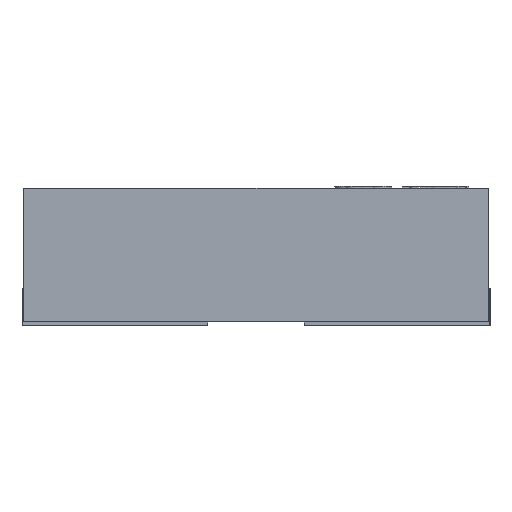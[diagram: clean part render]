
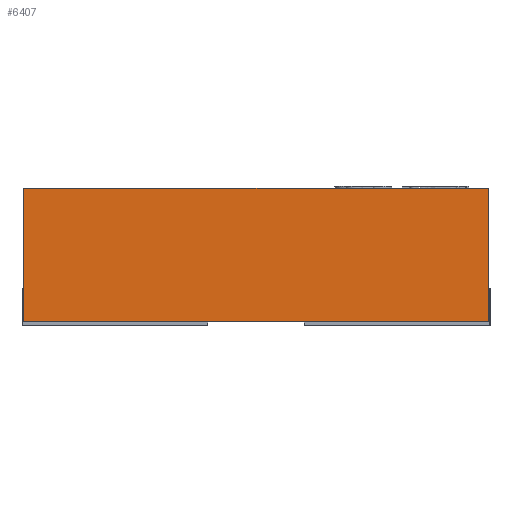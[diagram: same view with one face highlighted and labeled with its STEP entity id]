
A CAD part, front view. The second image highlights one B-rep face of the part: STEP entity #6407.
In plain terms, the highlighted planar face has unit normal (0, -1, 0).
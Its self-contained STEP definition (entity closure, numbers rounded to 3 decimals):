
#558 = PLANE ( 'NONE',  #611 ) ;
#611 = AXIS2_PLACEMENT_3D ( 'NONE', #7383, #4935, #13798 ) ;
#1061 = CARTESIAN_POINT ( 'NONE',  ( -1.25, -1.25, 0. ) ) ;
#1525 = CARTESIAN_POINT ( 'NONE',  ( -1.25, -1.25, 0.72 ) ) ;
#2036 = VERTEX_POINT ( 'NONE', #1525 ) ;
#2501 = EDGE_CURVE ( 'NONE', #11546, #9189, #10983, .T. ) ;
#2983 = ORIENTED_EDGE ( 'NONE', *, *, #7298, .F. ) ;
#3064 = DIRECTION ( 'NONE',  ( 0., 0., -1. ) ) ;
#3229 = DIRECTION ( 'NONE',  ( 0., 0., -1. ) ) ;
#3237 = VECTOR ( 'NONE', #3229, 1000. ) ;
#3311 = CARTESIAN_POINT ( 'NONE',  ( -1.25, -1.25, 0. ) ) ;
#3357 = DIRECTION ( 'NONE',  ( 1., 0., 0. ) ) ;
#4345 = EDGE_CURVE ( 'NONE', #2036, #14149, #7711, .T. ) ;
#4536 = VECTOR ( 'NONE', #3357, 1000. ) ;
#4775 = ORIENTED_EDGE ( 'NONE', *, *, #9389, .T. ) ;
#4935 = DIRECTION ( 'NONE',  ( 0., 1., 0. ) ) ;
#5052 = CARTESIAN_POINT ( 'NONE',  ( 1.25, -1.25, 0.72 ) ) ;
#5685 = VECTOR ( 'NONE', #3064, 1000. ) ;
#6407 = ADVANCED_FACE ( 'NONE', ( #13665 ), #558, .F. ) ;
#7298 = EDGE_CURVE ( 'NONE', #14149, #9189, #8579, .T. ) ;
#7383 = CARTESIAN_POINT ( 'NONE',  ( -1.25, -1.25, 0.72 ) ) ;
#7711 = LINE ( 'NONE', #12155, #4536 ) ;
#8579 = LINE ( 'NONE', #13010, #5685 ) ;
#9189 = VERTEX_POINT ( 'NONE', #9653 ) ;
#9389 = EDGE_CURVE ( 'NONE', #2036, #11546, #14268, .T. ) ;
#9642 = EDGE_LOOP ( 'NONE', ( #13436, #2983, #13067, #4775 ) ) ;
#9653 = CARTESIAN_POINT ( 'NONE',  ( 1.25, -1.25, 0. ) ) ;
#10501 = DIRECTION ( 'NONE',  ( 1., 0., 0. ) ) ;
#10983 = LINE ( 'NONE', #1061, #11658 ) ;
#11546 = VERTEX_POINT ( 'NONE', #3311 ) ;
#11658 = VECTOR ( 'NONE', #10501, 1000. ) ;
#12155 = CARTESIAN_POINT ( 'NONE',  ( -1.25, -1.25, 0.72 ) ) ;
#13010 = CARTESIAN_POINT ( 'NONE',  ( 1.25, -1.25, 0.72 ) ) ;
#13067 = ORIENTED_EDGE ( 'NONE', *, *, #4345, .F. ) ;
#13180 = CARTESIAN_POINT ( 'NONE',  ( -1.25, -1.25, 0.72 ) ) ;
#13436 = ORIENTED_EDGE ( 'NONE', *, *, #2501, .T. ) ;
#13665 = FACE_OUTER_BOUND ( 'NONE', #9642, .T. ) ;
#13798 = DIRECTION ( 'NONE',  ( 0., 0., 1. ) ) ;
#14149 = VERTEX_POINT ( 'NONE', #5052 ) ;
#14268 = LINE ( 'NONE', #13180, #3237 ) ;
